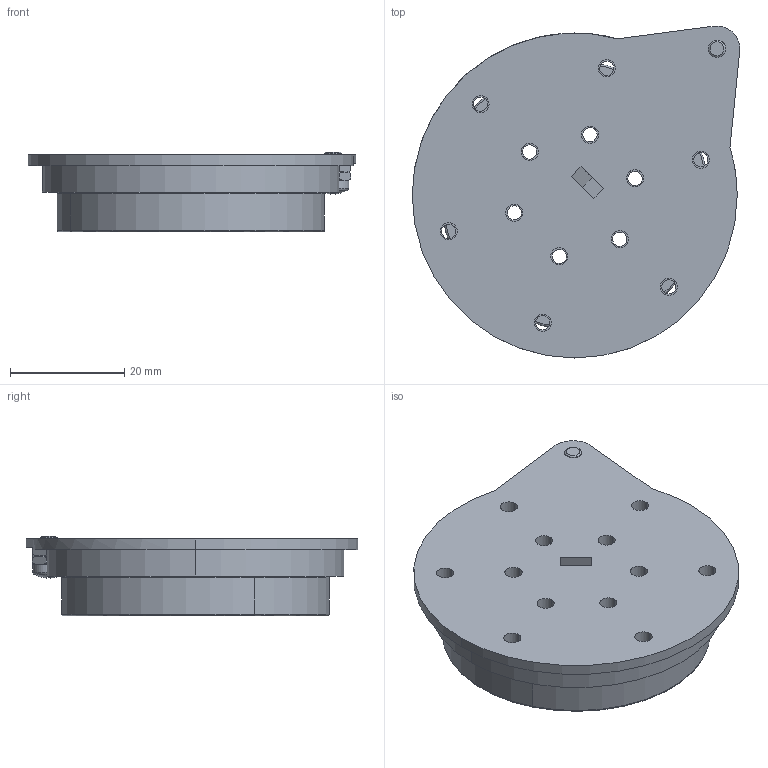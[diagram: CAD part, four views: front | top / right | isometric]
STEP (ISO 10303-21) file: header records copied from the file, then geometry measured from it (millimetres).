
FILE_DESCRIPTION (( 'STEP AP214' ), '1' );
FILE_NAME ('J6.STEP', '2023-04-29T00:02:59', ( '' ), ( '' ), 'SwSTEP 2.0', 'SolidWorks 2022', '' );
FILE_SCHEMA (( 'AUTOMOTIVE_DESIGN' ));
Length unit declared in the file: millimetre
Products named in the file (6): pan cross head_am_B18.6.7M - M3 x 0.5 x 5 Type I Cross Recessed PHMS --5S; Joint 6 output shaft final; M3 X 3-12  mm Length, Brass Knurled Insert_3 mm; hex nut style 2_ams_B18.2.4.2M - Hex nut, Style 2,  M3 x 0.5 --D-N; instrument ball bearing_68_am_AFBMA 12.1.4.1 - 0350-47 - 28,SI,NC,28_68; J6
Assembly tree (17 placements, depth 2):
  J6
    Joint 6 output shaft final
    hex nut style 2_ams_B18.2.4.2M - Hex nut, Style 2,  M3 x 0.5 --D-N  x2
    M3 X 3-12  mm Length, Brass Knurled Insert_3 mm  x12
    instrument ball bearing_68_am_AFBMA 12.1.4.1 - 0350-47 - 28,SI,NC,28_68
    pan cross head_am_B18.6.7M - M3 x 0.5 x 5 Type I Cross Recessed PHMS --5S
Bounding box: 57.45 x 58.22 x 14 mm (x, y, z)
Volume: 24885.8 mm3; surface area: 14628.1 mm2
Topology: 17 solids, 17 shells, 3688 faces, 10826 edges, 7190 vertices
Faces by surface type: cylinder 2362, plane 1240, cone 70, torus 14, sphere 2
Entity records: 17042 total; most frequent: DIRECTION 3196, CARTESIAN_POINT 2992, ORIENTED_EDGE 2788, EDGE_CURVE 1394, AXIS2_PLACEMENT_3D 1294, VERTEX_POINT 908, CIRCLE 760, VECTOR 608
